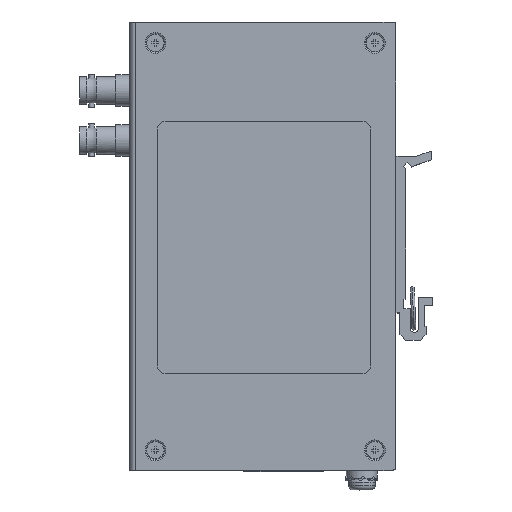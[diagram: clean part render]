
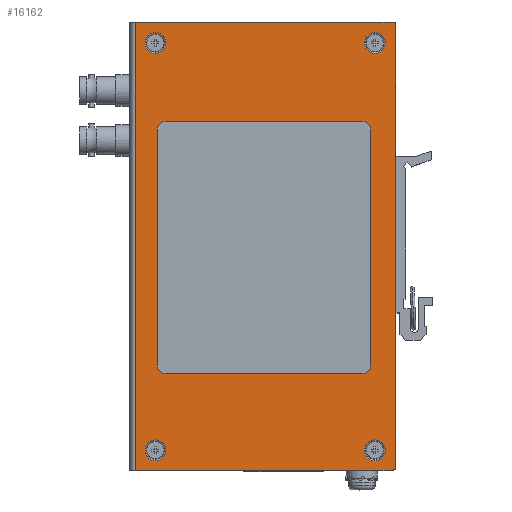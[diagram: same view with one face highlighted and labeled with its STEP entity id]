
A CAD part, top view. The second image highlights one B-rep face of the part: STEP entity #16162.
In plain terms, the highlighted face is planar.
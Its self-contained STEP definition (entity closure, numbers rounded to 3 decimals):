
#14270=DIRECTION('',(-1.,0.,0.));
#14271=VECTOR('',#14270,65.5);
#14272=CARTESIAN_POINT('',(-1.5,0.25,-1.));
#14273=LINE('',#14272,#14271);
#14330=CARTESIAN_POINT('',(-67.,1.25,-1.));
#14331=DIRECTION('',(0.,0.,1.));
#14332=DIRECTION('',(-1.,0.,0.));
#14333=AXIS2_PLACEMENT_3D('',#14330,#14331,#14332);
#14335=DIRECTION('',(-1.,0.,0.));
#14336=VECTOR('',#14335,65.5);
#14337=CARTESIAN_POINT('',(-1.5,114.75,-1.));
#14338=LINE('',#14337,#14336);
#14339=CARTESIAN_POINT('',(-67.,113.75,-1.));
#14340=DIRECTION('',(0.,0.,1.));
#14341=DIRECTION('',(0.,1.,0.));
#14342=AXIS2_PLACEMENT_3D('',#14339,#14340,#14341);
#14344=DIRECTION('',(0.,-1.,0.));
#14345=VECTOR('',#14344,112.5);
#14346=CARTESIAN_POINT('',(-68.,113.75,-1.));
#14347=LINE('',#14346,#14345);
#14348=CARTESIAN_POINT('',(-62.6,5.4,-1.));
#14349=DIRECTION('',(0.,0.,-1.));
#14350=DIRECTION('',(1.,0.,0.));
#14351=AXIS2_PLACEMENT_3D('',#14348,#14349,#14350);
#14353=CARTESIAN_POINT('',(-62.6,5.4,-1.));
#14354=DIRECTION('',(0.,0.,-1.));
#14355=DIRECTION('',(0.,-1.,0.));
#14356=AXIS2_PLACEMENT_3D('',#14353,#14354,#14355);
#14358=CARTESIAN_POINT('',(-62.6,5.4,-1.));
#14359=DIRECTION('',(0.,0.,-1.));
#14360=DIRECTION('',(-1.,0.,0.));
#14361=AXIS2_PLACEMENT_3D('',#14358,#14359,#14360);
#14363=CARTESIAN_POINT('',(-62.6,5.4,-1.));
#14364=DIRECTION('',(0.,0.,-1.));
#14365=DIRECTION('',(0.,1.,0.));
#14366=AXIS2_PLACEMENT_3D('',#14363,#14364,#14365);
#14368=CARTESIAN_POINT('',(-62.6,109.4,-1.));
#14369=DIRECTION('',(0.,0.,-1.));
#14370=DIRECTION('',(1.,0.,0.));
#14371=AXIS2_PLACEMENT_3D('',#14368,#14369,#14370);
#14373=CARTESIAN_POINT('',(-62.6,109.4,-1.));
#14374=DIRECTION('',(0.,0.,-1.));
#14375=DIRECTION('',(0.,-1.,0.));
#14376=AXIS2_PLACEMENT_3D('',#14373,#14374,#14375);
#14378=CARTESIAN_POINT('',(-62.6,109.4,-1.));
#14379=DIRECTION('',(0.,0.,-1.));
#14380=DIRECTION('',(-1.,0.,0.));
#14381=AXIS2_PLACEMENT_3D('',#14378,#14379,#14380);
#14383=CARTESIAN_POINT('',(-62.6,109.4,-1.));
#14384=DIRECTION('',(0.,0.,-1.));
#14385=DIRECTION('',(0.,1.,0.));
#14386=AXIS2_PLACEMENT_3D('',#14383,#14384,#14385);
#14388=CARTESIAN_POINT('',(-6.6,109.4,-1.));
#14389=DIRECTION('',(0.,0.,-1.));
#14390=DIRECTION('',(0.,-1.,0.));
#14391=AXIS2_PLACEMENT_3D('',#14388,#14389,#14390);
#14393=CARTESIAN_POINT('',(-6.6,109.4,-1.));
#14394=DIRECTION('',(0.,0.,-1.));
#14395=DIRECTION('',(0.,1.,0.));
#14396=AXIS2_PLACEMENT_3D('',#14393,#14394,#14395);
#14398=CARTESIAN_POINT('',(-6.6,5.4,-1.));
#14399=DIRECTION('',(0.,0.,-1.));
#14400=DIRECTION('',(0.,-1.,0.));
#14401=AXIS2_PLACEMENT_3D('',#14398,#14399,#14400);
#14403=CARTESIAN_POINT('',(-6.6,5.4,-1.));
#14404=DIRECTION('',(0.,0.,-1.));
#14405=DIRECTION('',(0.,1.,0.));
#14406=AXIS2_PLACEMENT_3D('',#14403,#14404,#14405);
#14408=CARTESIAN_POINT('',(-9.1,27.,-1.));
#14409=DIRECTION('',(0.,0.,-1.));
#14410=DIRECTION('',(1.,0.,0.));
#14411=AXIS2_PLACEMENT_3D('',#14408,#14409,#14410);
#14413=DIRECTION('',(-1.,0.,0.));
#14414=VECTOR('',#14413,50.4);
#14415=CARTESIAN_POINT('',(-9.1,25.,-1.));
#14416=LINE('',#14415,#14414);
#14417=CARTESIAN_POINT('',(-59.5,27.,-1.));
#14418=DIRECTION('',(0.,0.,-1.));
#14419=DIRECTION('',(0.,-1.,0.));
#14420=AXIS2_PLACEMENT_3D('',#14417,#14418,#14419);
#14422=DIRECTION('',(0.,1.,0.));
#14423=VECTOR('',#14422,60.4);
#14424=CARTESIAN_POINT('',(-61.5,27.,-1.));
#14425=LINE('',#14424,#14423);
#14426=CARTESIAN_POINT('',(-59.5,87.4,-1.));
#14427=DIRECTION('',(0.,0.,-1.));
#14428=DIRECTION('',(-1.,0.,0.));
#14429=AXIS2_PLACEMENT_3D('',#14426,#14427,#14428);
#14431=DIRECTION('',(1.,0.,0.));
#14432=VECTOR('',#14431,50.4);
#14433=CARTESIAN_POINT('',(-59.5,89.4,-1.));
#14434=LINE('',#14433,#14432);
#14435=CARTESIAN_POINT('',(-9.1,87.4,-1.));
#14436=DIRECTION('',(0.,0.,-1.));
#14437=DIRECTION('',(0.,1.,0.));
#14438=AXIS2_PLACEMENT_3D('',#14435,#14436,#14437);
#14440=DIRECTION('',(0.,-1.,0.));
#14441=VECTOR('',#14440,60.4);
#14442=CARTESIAN_POINT('',(-7.1,87.4,-1.));
#14443=LINE('',#14442,#14441);
#14444=DIRECTION('',(0.,-1.,0.));
#14445=VECTOR('',#14444,114.5);
#14446=CARTESIAN_POINT('',(-1.5,114.75,-1.));
#14447=LINE('',#14446,#14445);
#15552=CARTESIAN_POINT('',(-67.,0.25,-1.));
#15553=VERTEX_POINT('',#15552);
#15554=CARTESIAN_POINT('',(-68.,1.25,-1.));
#15555=VERTEX_POINT('',#15554);
#15556=CARTESIAN_POINT('',(-1.5,0.25,-1.));
#15557=VERTEX_POINT('',#15556);
#15564=CARTESIAN_POINT('',(-1.5,114.75,-1.));
#15565=VERTEX_POINT('',#15564);
#15568=CARTESIAN_POINT('',(-67.,114.75,-1.));
#15569=VERTEX_POINT('',#15568);
#15570=CARTESIAN_POINT('',(-68.,113.75,-1.));
#15571=VERTEX_POINT('',#15570);
#15572=CARTESIAN_POINT('',(-59.95,5.4,-1.));
#15573=CARTESIAN_POINT('',(-62.6,2.75,-1.));
#15574=VERTEX_POINT('',#15572);
#15575=VERTEX_POINT('',#15573);
#15576=CARTESIAN_POINT('',(-65.25,5.4,-1.));
#15577=VERTEX_POINT('',#15576);
#15578=CARTESIAN_POINT('',(-62.6,8.05,-1.));
#15579=VERTEX_POINT('',#15578);
#15580=CARTESIAN_POINT('',(-59.95,109.4,-1.));
#15581=CARTESIAN_POINT('',(-62.6,106.75,-1.));
#15582=VERTEX_POINT('',#15580);
#15583=VERTEX_POINT('',#15581);
#15584=CARTESIAN_POINT('',(-65.25,109.4,-1.));
#15585=VERTEX_POINT('',#15584);
#15586=CARTESIAN_POINT('',(-62.6,112.05,-1.));
#15587=VERTEX_POINT('',#15586);
#15588=CARTESIAN_POINT('',(-6.6,106.75,-1.));
#15589=CARTESIAN_POINT('',(-6.6,112.05,-1.));
#15590=VERTEX_POINT('',#15588);
#15591=VERTEX_POINT('',#15589);
#15592=CARTESIAN_POINT('',(-6.6,2.75,-1.));
#15593=CARTESIAN_POINT('',(-6.6,8.05,-1.));
#15594=VERTEX_POINT('',#15592);
#15595=VERTEX_POINT('',#15593);
#15596=CARTESIAN_POINT('',(-7.1,27.,-1.));
#15597=CARTESIAN_POINT('',(-9.1,25.,-1.));
#15598=VERTEX_POINT('',#15596);
#15599=VERTEX_POINT('',#15597);
#15600=CARTESIAN_POINT('',(-59.5,25.,-1.));
#15601=VERTEX_POINT('',#15600);
#15602=CARTESIAN_POINT('',(-61.5,27.,-1.));
#15603=VERTEX_POINT('',#15602);
#15604=CARTESIAN_POINT('',(-61.5,87.4,-1.));
#15605=VERTEX_POINT('',#15604);
#15606=CARTESIAN_POINT('',(-59.5,89.4,-1.));
#15607=VERTEX_POINT('',#15606);
#15608=CARTESIAN_POINT('',(-9.1,89.4,-1.));
#15609=VERTEX_POINT('',#15608);
#15610=CARTESIAN_POINT('',(-7.1,87.4,-1.));
#15611=VERTEX_POINT('',#15610);
#16098=CARTESIAN_POINT('',(-68.,0.,-1.));
#16099=DIRECTION('',(0.,0.,1.));
#16100=DIRECTION('',(1.,0.,0.));
#16101=AXIS2_PLACEMENT_3D('',#16098,#16099,#16100);
#16102=PLANE('',#16101);
#16103=ORIENTED_EDGE('',*,*,#15992,.T.);
#16104=ORIENTED_EDGE('',*,*,#16008,.F.);
#16106=ORIENTED_EDGE('',*,*,#16105,.F.);
#16107=ORIENTED_EDGE('',*,*,#16064,.T.);
#16108=ORIENTED_EDGE('',*,*,#16079,.T.);
#16109=ORIENTED_EDGE('',*,*,#16091,.T.);
#16110=EDGE_LOOP('',(#16103,#16104,#16106,#16107,#16108,#16109));
#16111=FACE_OUTER_BOUND('',#16110,.F.);
#16113=ORIENTED_EDGE('',*,*,#16112,.T.);
#16115=ORIENTED_EDGE('',*,*,#16114,.T.);
#16117=ORIENTED_EDGE('',*,*,#16116,.T.);
#16119=ORIENTED_EDGE('',*,*,#16118,.T.);
#16120=EDGE_LOOP('',(#16113,#16115,#16117,#16119));
#16121=FACE_BOUND('',#16120,.F.);
#16123=ORIENTED_EDGE('',*,*,#16122,.T.);
#16125=ORIENTED_EDGE('',*,*,#16124,.T.);
#16127=ORIENTED_EDGE('',*,*,#16126,.T.);
#16129=ORIENTED_EDGE('',*,*,#16128,.T.);
#16130=EDGE_LOOP('',(#16123,#16125,#16127,#16129));
#16131=FACE_BOUND('',#16130,.F.);
#16133=ORIENTED_EDGE('',*,*,#16132,.T.);
#16135=ORIENTED_EDGE('',*,*,#16134,.T.);
#16136=EDGE_LOOP('',(#16133,#16135));
#16137=FACE_BOUND('',#16136,.F.);
#16139=ORIENTED_EDGE('',*,*,#16138,.T.);
#16141=ORIENTED_EDGE('',*,*,#16140,.T.);
#16142=EDGE_LOOP('',(#16139,#16141));
#16143=FACE_BOUND('',#16142,.F.);
#16145=ORIENTED_EDGE('',*,*,#16144,.T.);
#16147=ORIENTED_EDGE('',*,*,#16146,.T.);
#16149=ORIENTED_EDGE('',*,*,#16148,.T.);
#16151=ORIENTED_EDGE('',*,*,#16150,.T.);
#16153=ORIENTED_EDGE('',*,*,#16152,.T.);
#16155=ORIENTED_EDGE('',*,*,#16154,.T.);
#16157=ORIENTED_EDGE('',*,*,#16156,.T.);
#16159=ORIENTED_EDGE('',*,*,#16158,.T.);
#16160=EDGE_LOOP('',(#16145,#16147,#16149,#16151,#16153,#16155,#16157,#16159));
#16161=FACE_BOUND('',#16160,.F.);
#14334=CIRCLE('',#14333,1.);
#14343=CIRCLE('',#14342,1.);
#14352=CIRCLE('',#14351,2.65);
#14357=CIRCLE('',#14356,2.65);
#14362=CIRCLE('',#14361,2.65);
#14367=CIRCLE('',#14366,2.65);
#14372=CIRCLE('',#14371,2.65);
#14377=CIRCLE('',#14376,2.65);
#14382=CIRCLE('',#14381,2.65);
#14387=CIRCLE('',#14386,2.65);
#14392=CIRCLE('',#14391,2.65);
#14397=CIRCLE('',#14396,2.65);
#14402=CIRCLE('',#14401,2.65);
#14407=CIRCLE('',#14406,2.65);
#14412=CIRCLE('',#14411,2.);
#14421=CIRCLE('',#14420,2.);
#14430=CIRCLE('',#14429,2.);
#14439=CIRCLE('',#14438,2.);
#15992=EDGE_CURVE('',#15555,#15553,#14334,.T.);
#16008=EDGE_CURVE('',#15557,#15553,#14273,.T.);
#16064=EDGE_CURVE('',#15565,#15569,#14338,.T.);
#16079=EDGE_CURVE('',#15569,#15571,#14343,.T.);
#16091=EDGE_CURVE('',#15571,#15555,#14347,.T.);
#16105=EDGE_CURVE('',#15565,#15557,#14447,.T.);
#16112=EDGE_CURVE('',#15574,#15575,#14352,.T.);
#16114=EDGE_CURVE('',#15575,#15577,#14357,.T.);
#16116=EDGE_CURVE('',#15577,#15579,#14362,.T.);
#16118=EDGE_CURVE('',#15579,#15574,#14367,.T.);
#16122=EDGE_CURVE('',#15582,#15583,#14372,.T.);
#16124=EDGE_CURVE('',#15583,#15585,#14377,.T.);
#16126=EDGE_CURVE('',#15585,#15587,#14382,.T.);
#16128=EDGE_CURVE('',#15587,#15582,#14387,.T.);
#16132=EDGE_CURVE('',#15590,#15591,#14392,.T.);
#16134=EDGE_CURVE('',#15591,#15590,#14397,.T.);
#16138=EDGE_CURVE('',#15594,#15595,#14402,.T.);
#16140=EDGE_CURVE('',#15595,#15594,#14407,.T.);
#16144=EDGE_CURVE('',#15598,#15599,#14412,.T.);
#16146=EDGE_CURVE('',#15599,#15601,#14416,.T.);
#16148=EDGE_CURVE('',#15601,#15603,#14421,.T.);
#16150=EDGE_CURVE('',#15603,#15605,#14425,.T.);
#16152=EDGE_CURVE('',#15605,#15607,#14430,.T.);
#16154=EDGE_CURVE('',#15607,#15609,#14434,.T.);
#16156=EDGE_CURVE('',#15609,#15611,#14439,.T.);
#16158=EDGE_CURVE('',#15611,#15598,#14443,.T.);
#16162=ADVANCED_FACE('',(#16111,#16121,#16131,#16137,#16143,#16161),#16102,.F.);
